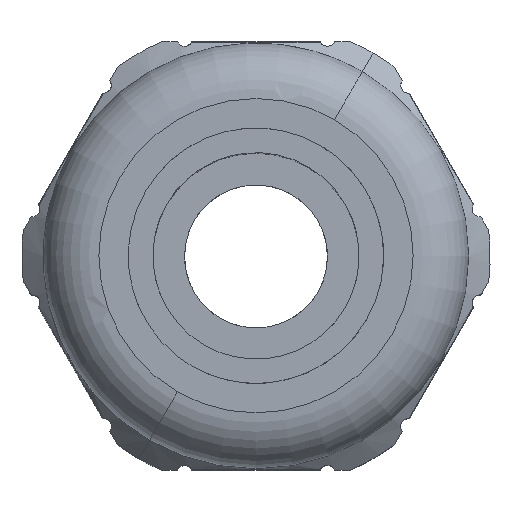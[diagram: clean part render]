
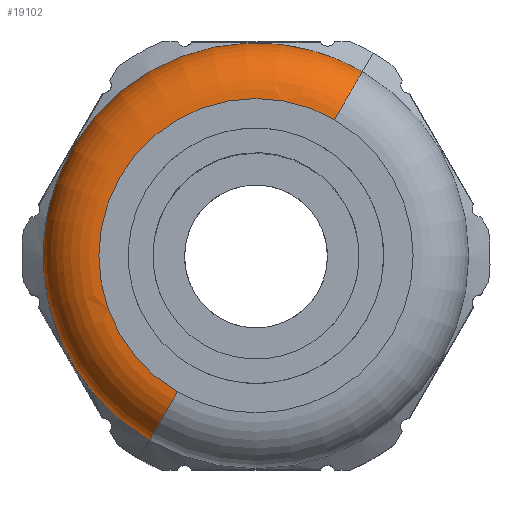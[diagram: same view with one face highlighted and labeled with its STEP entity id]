
A CAD part, top view. The second image highlights one B-rep face of the part: STEP entity #19102.
In plain terms, the highlighted toroidal (fillet/blend) face has major radius 9.9 mm and minor radius 3.5 mm.
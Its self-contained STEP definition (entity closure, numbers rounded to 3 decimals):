
#19075=AXIS2_PLACEMENT_3D('Torus Axis2P3D',#19072,#19073,#19074) ;
#19079=AXIS2_PLACEMENT_3D('Circle Axis2P3D',#19077,#19078,$) ;
#19086=AXIS2_PLACEMENT_3D('Circle Axis2P3D',#19084,#19085,$) ;
#19093=AXIS2_PLACEMENT_3D('Circle Axis2P3D',#19091,#19092,$) ;
#17141=CARTESIAN_POINT('Vertex',(8.05,1.895,24.466)) ;
#17145=CARTESIAN_POINT('Control Point',(8.05,1.895,24.466)) ;
#17146=CARTESIAN_POINT('Control Point',(6.227,2.948,24.466)) ;
#17147=CARTESIAN_POINT('Control Point',(4.611,4.358,24.466)) ;
#17148=CARTESIAN_POINT('Control Point',(3.295,6.073,24.466)) ;
#17149=CARTESIAN_POINT('Control Point',(1.407,9.925,24.466)) ;
#17150=CARTESIAN_POINT('Control Point',(1.116,14.205,24.466)) ;
#17151=CARTESIAN_POINT('Control Point',(1.398,16.348,24.466)) ;
#17152=CARTESIAN_POINT('Control Point',(2.787,20.407,24.466)) ;
#17153=CARTESIAN_POINT('Control Point',(5.608,23.639,24.466)) ;
#17154=CARTESIAN_POINT('Control Point',(7.323,24.955,24.466)) ;
#17155=CARTESIAN_POINT('Control Point',(11.175,26.843,24.466)) ;
#17156=CARTESIAN_POINT('Control Point',(15.455,27.134,24.466)) ;
#17157=CARTESIAN_POINT('Control Point',(17.598,26.852,24.466)) ;
#17158=CARTESIAN_POINT('Control Point',(19.627,26.157,24.466)) ;
#17159=CARTESIAN_POINT('Control Point',(21.45,25.105,24.466)) ;
#17160=CARTESIAN_POINT('Vertex',(21.45,25.105,24.466)) ;
#19072=CARTESIAN_POINT('Axis2P3D Location',(14.75,13.5,24.466)) ;
#19077=CARTESIAN_POINT('Axis2P3D Location',(9.8,4.926,24.466)) ;
#19081=CARTESIAN_POINT('Vertex',(9.8,4.926,27.966)) ;
#19084=CARTESIAN_POINT('Axis2P3D Location',(14.75,13.5,27.966)) ;
#19088=CARTESIAN_POINT('Vertex',(19.7,22.074,27.966)) ;
#19091=CARTESIAN_POINT('Axis2P3D Location',(19.7,22.074,24.466)) ;
#19073=DIRECTION('Axis2P3D Direction',(0.,-0.,-1.)) ;
#19074=DIRECTION('Axis2P3D XDirection',(-0.5,-0.866,0.)) ;
#19078=DIRECTION('Axis2P3D Direction',(0.866,-0.5,0.)) ;
#19085=DIRECTION('Axis2P3D Direction',(0.,0.,-1.)) ;
#19092=DIRECTION('Axis2P3D Direction',(-0.866,0.5,-0.)) ;
#19097=ORIENTED_EDGE('',*,*,#19083,.F.) ;
#19098=ORIENTED_EDGE('',*,*,#19090,.T.) ;
#19099=ORIENTED_EDGE('',*,*,#19095,.F.) ;
#19100=ORIENTED_EDGE('',*,*,#17162,.F.) ;
#19102=ADVANCED_FACE('Hauptkoerper',(#19101),#19076,.T.) ;
#17144=B_SPLINE_CURVE_WITH_KNOTS('',5,(#17145,#17146,#17147,#17148,#17149,#17150,#17151,#17152,#17153,#17154,#17155,#17156,#17157,#17158,#17159),.UNSPECIFIED.,.F.,.U.,(6,3,3,3,6),(-21.049,-10.524,0.,10.524,21.049),.UNSPECIFIED.) ;
#19080=CIRCLE('generated circle',#19079,3.5) ;
#19087=CIRCLE('generated circle',#19086,9.9) ;
#19094=CIRCLE('generated circle',#19093,3.5) ;
#19076=TOROIDAL_SURFACE('homeo Torus',#19075,9.9,3.5) ;
#17162=EDGE_CURVE('',#17142,#17161,#17144,.T.) ;
#19083=EDGE_CURVE('',#19082,#17142,#19080,.T.) ;
#19090=EDGE_CURVE('',#19082,#19089,#19087,.T.) ;
#19095=EDGE_CURVE('',#17161,#19089,#19094,.F.) ;
#19096=EDGE_LOOP('',(#19097,#19098,#19099,#19100)) ;
#19101=FACE_OUTER_BOUND('',#19096,.T.) ;
#17142=VERTEX_POINT('',#17141) ;
#17161=VERTEX_POINT('',#17160) ;
#19082=VERTEX_POINT('',#19081) ;
#19089=VERTEX_POINT('',#19088) ;
